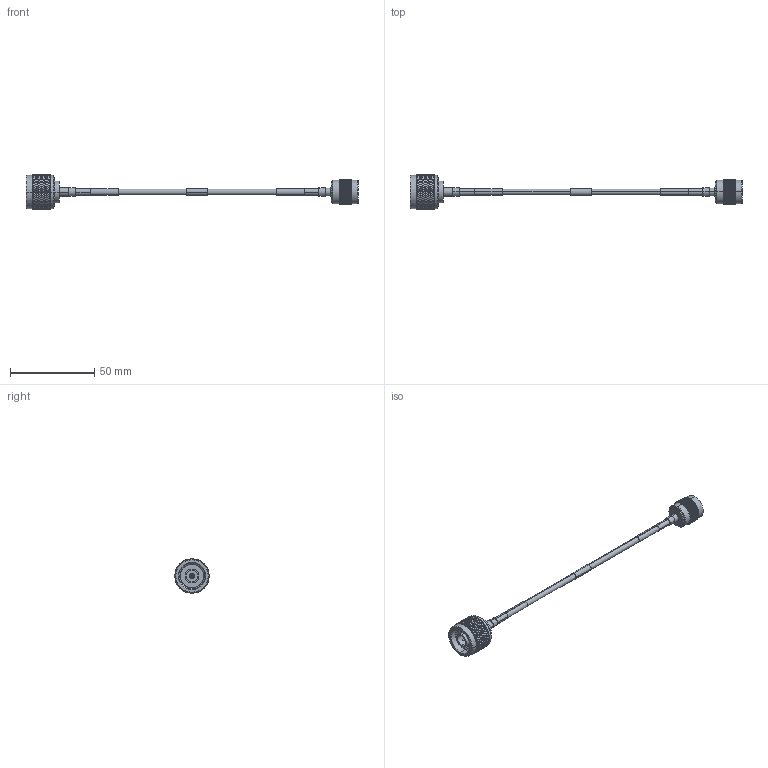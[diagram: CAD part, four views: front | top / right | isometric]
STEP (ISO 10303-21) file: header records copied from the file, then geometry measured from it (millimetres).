
FILE_DESCRIPTION (( 'STEP AP214' ), '1' );
FILE_NAME ('LCCA30510_3D.STEP', '2020-05-06T16:39:31', ( '' ), ( '' ), 'SwSTEP 2.0', 'SolidWorks 2018', '' );
FILE_SCHEMA (( 'AUTOMOTIVE_DESIGN' ));
Length unit declared in the file: inch
Products named in the file (6): 1AW01-003_.152 ID; LC141TBJ (141 Formable with HeatShrink); LCCN3059; LCCN3051; LC141TBJ-PROD; LCCA30510_3D
Assembly tree (7 placements, depth 3):
  LCCA30510_3D
    LC141TBJ-PROD
      LC141TBJ (141 Formable with HeatShrink)
      1AW01-003_.152 ID  x3
    LCCN3051
    LCCN3059
Bounding box: 197.1 x 20.32 x 20.32 mm (x, y, z)
Volume: 7441.6 mm3; surface area: 9495.3 mm2
Topology: 8 solids, 8 shells, 4511 faces, 9600 edges, 5125 vertices
Faces by surface type: bspline 3478, cylinder 926, plane 61, cone 36, torus 10
Entity records: 177759 total; most frequent: CARTESIAN_POINT 118933, ORIENTED_EDGE 19152, EDGE_CURVE 9576, VERTEX_POINT 5109, EDGE_LOOP 4525, ADVANCED_FACE 4499, FACE_OUTER_BOUND 4499, B_SPLINE_CURVE_WITH_KNOTS 4088
